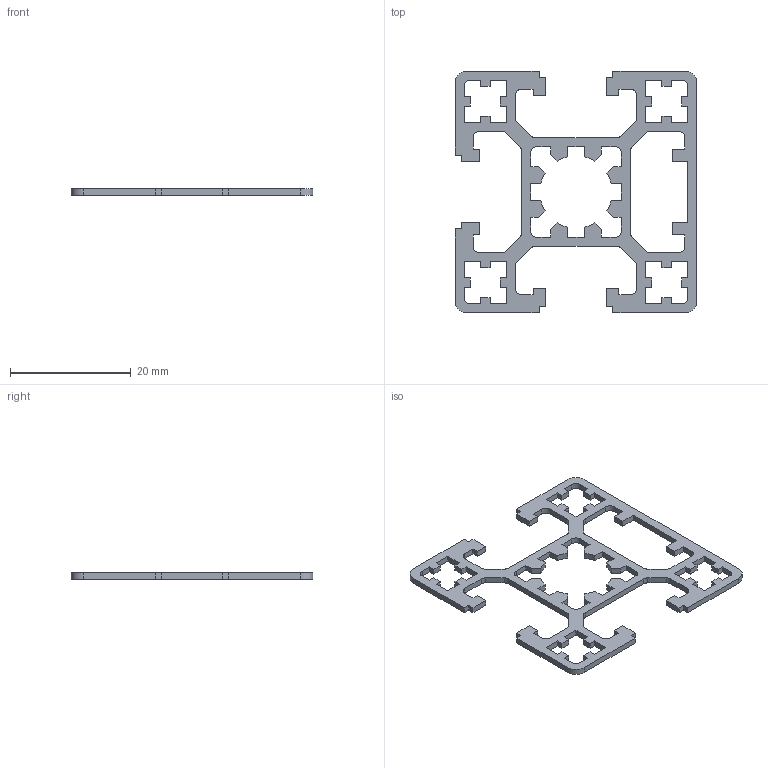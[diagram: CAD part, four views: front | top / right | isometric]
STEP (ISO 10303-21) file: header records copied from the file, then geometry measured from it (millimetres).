
FILE_DESCRIPTION(/* description */ ('Profilo 40x40 1 lato chiuso'),/* implementation_level */ '2;1');
FILE_NAME(/* name */ 'PG4040C.stp',/* time_stamp */ '2020-05-05T11:31:04+02:00',/* author */ ('daniele.berto'),/* organization */ (''),/* preprocessor_version */ 'ST-DEVELOPER v17.2',/* originating_system */ 'Autodesk Inventor 2019',/* authorisation */ '');
FILE_SCHEMA (('AUTOMOTIVE_DESIGN { 1 0 10303 214 3 1 1 }'));
Length unit declared in the file: millimetre
Products named in the file (1): PG4040C---1,0
Bounding box: 40 x 40 x 1 mm (x, y, z)
Volume: 535.8 mm3; surface area: 1644.1 mm2
Topology: 1 solids, 1 shells, 234 faces, 696 edges, 464 vertices
Faces by surface type: plane 190, cylinder 44
Entity records: 7833 total; most frequent: CARTESIAN_POINT 1395, ORIENTED_EDGE 1392, DIRECTION 1254, EDGE_CURVE 696, LINE 608, VECTOR 608, VERTEX_POINT 464, AXIS2_PLACEMENT_3D 323
